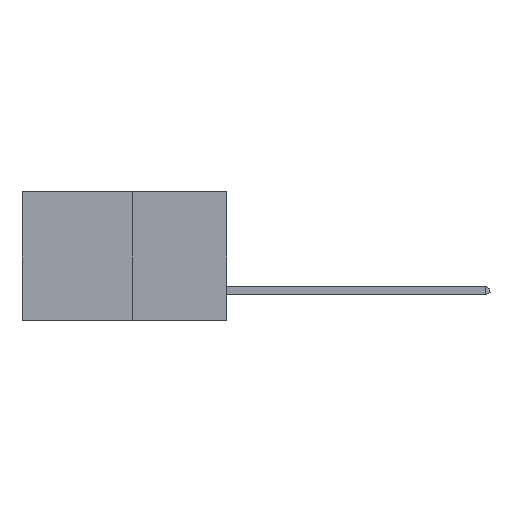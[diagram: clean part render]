
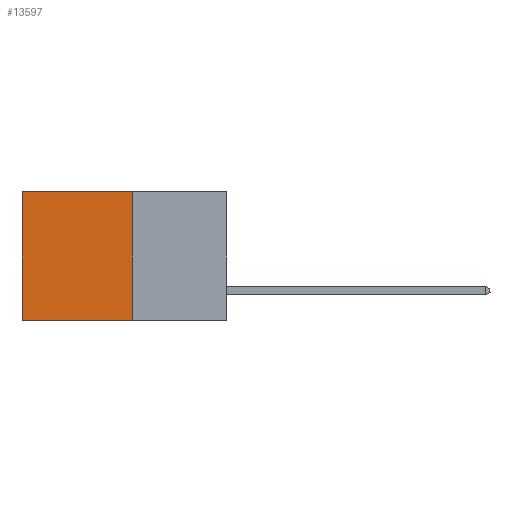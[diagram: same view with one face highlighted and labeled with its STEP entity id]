
A CAD part, left-side view. The second image highlights one B-rep face of the part: STEP entity #13597.
In plain terms, the highlighted planar face has unit normal (-1, 0, 0).
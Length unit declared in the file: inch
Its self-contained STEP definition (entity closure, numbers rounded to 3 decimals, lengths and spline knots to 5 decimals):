
#233 = ORIENTED_EDGE ( 'NONE', *, *, #1203, .T. ) ;
#748 = DIRECTION ( 'NONE',  ( 0., 0., -1. ) ) ;
#823 = VERTEX_POINT ( 'NONE', #9718 ) ;
#928 = EDGE_CURVE ( 'NONE', #4149, #7258, #13740, .T. ) ;
#1203 = EDGE_CURVE ( 'NONE', #7258, #823, #3381, .T. ) ;
#1519 = LINE ( 'NONE', #15553, #8147 ) ;
#3211 = PLANE ( 'NONE',  #14616 ) ;
#3381 = LINE ( 'NONE', #15016, #10338 ) ;
#3829 = VERTEX_POINT ( 'NONE', #12201 ) ;
#4134 = ORIENTED_EDGE ( 'NONE', *, *, #5305, .F. ) ;
#4149 = VERTEX_POINT ( 'NONE', #7703 ) ;
#5305 = EDGE_CURVE ( 'NONE', #3829, #823, #13234, .T. ) ;
#6963 = CARTESIAN_POINT ( 'NONE',  ( 0.277, 0.27, -0.37 ) ) ;
#7258 = VERTEX_POINT ( 'NONE', #13385 ) ;
#7421 = ORIENTED_EDGE ( 'NONE', *, *, #9685, .F. ) ;
#7703 = CARTESIAN_POINT ( 'NONE',  ( 0.277, 0.27, 0. ) ) ;
#8147 = VECTOR ( 'NONE', #748, 39.37008 ) ;
#8181 = DIRECTION ( 'NONE',  ( 0., 0., -1. ) ) ;
#9667 = DIRECTION ( 'NONE',  ( 0., 1., 0. ) ) ;
#9685 = EDGE_CURVE ( 'NONE', #4149, #3829, #1519, .T. ) ;
#9718 = CARTESIAN_POINT ( 'NONE',  ( 0.277, 0.59, -0.37 ) ) ;
#10338 = VECTOR ( 'NONE', #14472, 39.37008 ) ;
#10703 = CARTESIAN_POINT ( 'NONE',  ( 0.277, 0.27, 0. ) ) ;
#10715 = ORIENTED_EDGE ( 'NONE', *, *, #928, .T. ) ;
#11520 = FACE_OUTER_BOUND ( 'NONE', #12668, .T. ) ;
#12201 = CARTESIAN_POINT ( 'NONE',  ( 0.277, 0.27, -0.37 ) ) ;
#12668 = EDGE_LOOP ( 'NONE', ( #233, #4134, #7421, #10715 ) ) ;
#12989 = CARTESIAN_POINT ( 'NONE',  ( 0.277, 0.27, -0.37 ) ) ;
#13234 = LINE ( 'NONE', #12989, #15998 ) ;
#13367 = VECTOR ( 'NONE', #14215, 39.37008 ) ;
#13385 = CARTESIAN_POINT ( 'NONE',  ( 0.277, 0.59, 0. ) ) ;
#13597 = ADVANCED_FACE ( 'NONE', ( #11520 ), #3211, .F. ) ;
#13740 = LINE ( 'NONE', #10703, #13367 ) ;
#14215 = DIRECTION ( 'NONE',  ( 0., 1., 0. ) ) ;
#14472 = DIRECTION ( 'NONE',  ( 0., 0., -1. ) ) ;
#14616 = AXIS2_PLACEMENT_3D ( 'NONE', #6963, #15433, #8181 ) ;
#15016 = CARTESIAN_POINT ( 'NONE',  ( 0.277, 0.59, -0.37 ) ) ;
#15433 = DIRECTION ( 'NONE',  ( 1., 0., 0. ) ) ;
#15553 = CARTESIAN_POINT ( 'NONE',  ( 0.277, 0.27, -0.37 ) ) ;
#15998 = VECTOR ( 'NONE', #9667, 39.37008 ) ;
